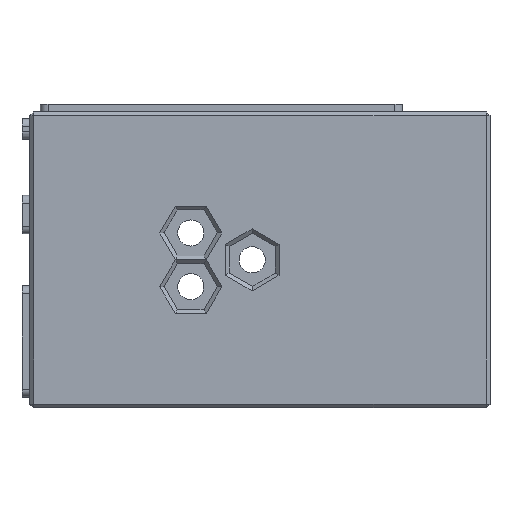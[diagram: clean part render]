
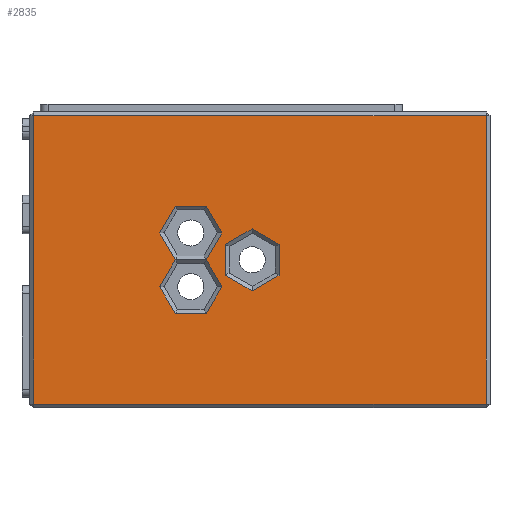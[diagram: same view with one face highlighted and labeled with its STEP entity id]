
A CAD part, left-side view. The second image highlights one B-rep face of the part: STEP entity #2835.
In plain terms, the highlighted planar face has unit normal (-1, 0, 0).
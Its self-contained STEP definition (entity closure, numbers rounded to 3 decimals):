
#22=FACE_BOUND('',#407,.T.);
#23=FACE_BOUND('',#408,.T.);
#80=PLANE('',#3054);
#236=FACE_OUTER_BOUND('',#406,.T.);
#406=EDGE_LOOP('',(#2179,#2180,#2181,#2182));
#407=EDGE_LOOP('',(#2183,#2184,#2185,#2186,#2187,#2188,#2189,#2190,#2191,
#2192));
#408=EDGE_LOOP('',(#2193,#2194,#2195,#2196,#2197,#2198));
#608=LINE('',#4238,#949);
#611=LINE('',#4244,#952);
#614=LINE('',#4250,#955);
#618=LINE('',#4258,#959);
#621=LINE('',#4262,#962);
#629=LINE('',#4280,#970);
#633=LINE('',#4288,#974);
#636=LINE('',#4294,#977);
#639=LINE('',#4300,#980);
#643=LINE('',#4308,#984);
#646=LINE('',#4312,#987);
#654=LINE('',#4330,#995);
#655=LINE('',#4332,#996);
#656=LINE('',#4334,#997);
#657=LINE('',#4335,#998);
#658=LINE('',#4337,#999);
#659=LINE('',#4339,#1000);
#660=LINE('',#4341,#1001);
#661=LINE('',#4343,#1002);
#662=LINE('',#4344,#1003);
#949=VECTOR('',#3426,10.);
#952=VECTOR('',#3431,10.);
#955=VECTOR('',#3436,10.);
#959=VECTOR('',#3442,10.);
#962=VECTOR('',#3447,10.);
#970=VECTOR('',#3463,10.);
#974=VECTOR('',#3469,10.);
#977=VECTOR('',#3474,10.);
#980=VECTOR('',#3479,10.);
#984=VECTOR('',#3485,10.);
#987=VECTOR('',#3490,10.);
#995=VECTOR('',#3506,10.);
#996=VECTOR('',#3507,10.);
#997=VECTOR('',#3508,10.);
#998=VECTOR('',#3509,10.);
#999=VECTOR('',#3510,10.);
#1000=VECTOR('',#3511,10.);
#1001=VECTOR('',#3512,10.);
#1002=VECTOR('',#3513,10.);
#1003=VECTOR('',#3514,10.);
#1350=VERTEX_POINT('',#4228);
#1351=VERTEX_POINT('',#4229);
#1354=VERTEX_POINT('',#4237);
#1356=VERTEX_POINT('',#4243);
#1358=VERTEX_POINT('',#4249);
#1361=VERTEX_POINT('',#4257);
#1366=VERTEX_POINT('',#4278);
#1367=VERTEX_POINT('',#4279);
#1370=VERTEX_POINT('',#4287);
#1372=VERTEX_POINT('',#4293);
#1374=VERTEX_POINT('',#4299);
#1377=VERTEX_POINT('',#4307);
#1382=VERTEX_POINT('',#4328);
#1383=VERTEX_POINT('',#4329);
#1384=VERTEX_POINT('',#4331);
#1385=VERTEX_POINT('',#4333);
#1386=VERTEX_POINT('',#4336);
#1387=VERTEX_POINT('',#4338);
#1388=VERTEX_POINT('',#4340);
#1389=VERTEX_POINT('',#4342);
#1633=EDGE_CURVE('',#1350,#1354,#608,.T.);
#1636=EDGE_CURVE('',#1354,#1356,#611,.T.);
#1639=EDGE_CURVE('',#1356,#1358,#614,.T.);
#1643=EDGE_CURVE('',#1358,#1361,#618,.T.);
#1646=EDGE_CURVE('',#1361,#1351,#621,.T.);
#1654=EDGE_CURVE('',#1366,#1367,#629,.T.);
#1658=EDGE_CURVE('',#1367,#1370,#633,.T.);
#1661=EDGE_CURVE('',#1370,#1372,#636,.T.);
#1664=EDGE_CURVE('',#1372,#1374,#639,.T.);
#1668=EDGE_CURVE('',#1374,#1377,#643,.T.);
#1671=EDGE_CURVE('',#1377,#1366,#646,.T.);
#1679=EDGE_CURVE('',#1382,#1383,#654,.T.);
#1680=EDGE_CURVE('',#1384,#1382,#655,.T.);
#1681=EDGE_CURVE('',#1385,#1384,#656,.T.);
#1682=EDGE_CURVE('',#1383,#1385,#657,.T.);
#1683=EDGE_CURVE('',#1386,#1350,#658,.T.);
#1684=EDGE_CURVE('',#1387,#1386,#659,.T.);
#1685=EDGE_CURVE('',#1388,#1387,#660,.T.);
#1686=EDGE_CURVE('',#1389,#1388,#661,.T.);
#1687=EDGE_CURVE('',#1351,#1389,#662,.T.);
#2179=ORIENTED_EDGE('',*,*,#1679,.F.);
#2180=ORIENTED_EDGE('',*,*,#1680,.F.);
#2181=ORIENTED_EDGE('',*,*,#1681,.F.);
#2182=ORIENTED_EDGE('',*,*,#1682,.F.);
#2183=ORIENTED_EDGE('',*,*,#1633,.F.);
#2184=ORIENTED_EDGE('',*,*,#1683,.F.);
#2185=ORIENTED_EDGE('',*,*,#1684,.F.);
#2186=ORIENTED_EDGE('',*,*,#1685,.F.);
#2187=ORIENTED_EDGE('',*,*,#1686,.F.);
#2188=ORIENTED_EDGE('',*,*,#1687,.F.);
#2189=ORIENTED_EDGE('',*,*,#1646,.F.);
#2190=ORIENTED_EDGE('',*,*,#1643,.F.);
#2191=ORIENTED_EDGE('',*,*,#1639,.F.);
#2192=ORIENTED_EDGE('',*,*,#1636,.F.);
#2193=ORIENTED_EDGE('',*,*,#1654,.F.);
#2194=ORIENTED_EDGE('',*,*,#1671,.F.);
#2195=ORIENTED_EDGE('',*,*,#1668,.F.);
#2196=ORIENTED_EDGE('',*,*,#1664,.F.);
#2197=ORIENTED_EDGE('',*,*,#1661,.F.);
#2198=ORIENTED_EDGE('',*,*,#1658,.F.);
#2835=ADVANCED_FACE('',(#236,#22,#23),#80,.T.);
#3054=AXIS2_PLACEMENT_3D('',#4327,#3504,#3505);
#3426=DIRECTION('',(0.,0.5,-0.866));
#3431=DIRECTION('',(0.,-0.5,-0.866));
#3436=DIRECTION('',(0.,-1.,0.));
#3442=DIRECTION('',(0.,-0.5,0.866));
#3447=DIRECTION('',(0.,0.5,0.866));
#3463=DIRECTION('',(0.,0.866,0.5));
#3469=DIRECTION('',(0.,0.866,-0.5));
#3474=DIRECTION('',(0.,0.,-1.));
#3479=DIRECTION('',(0.,-0.866,-0.5));
#3485=DIRECTION('',(0.,-0.866,0.5));
#3490=DIRECTION('',(0.,0.,1.));
#3504=DIRECTION('center_axis',(-1.,0.,0.));
#3505=DIRECTION('ref_axis',(0.,0.,1.));
#3506=DIRECTION('',(0.,-1.,0.));
#3507=DIRECTION('',(0.,0.,1.));
#3508=DIRECTION('',(0.,1.,0.));
#3509=DIRECTION('',(0.,0.,-1.));
#3510=DIRECTION('',(0.,-0.5,-0.866));
#3511=DIRECTION('',(0.,0.5,-0.866));
#3512=DIRECTION('',(0.,1.,0.));
#3513=DIRECTION('',(0.,0.5,0.866));
#3514=DIRECTION('',(0.,-0.5,0.866));
#4228=CARTESIAN_POINT('',(-10.,41.021,19.3));
#4229=CARTESIAN_POINT('',(-10.,36.979,19.3));
#4237=CARTESIAN_POINT('',(-10.,43.041,15.8));
#4238=CARTESIAN_POINT('',(-10.,40.581,20.061));
#4243=CARTESIAN_POINT('',(-10.,41.021,12.3));
#4244=CARTESIAN_POINT('',(-10.,41.231,12.664));
#4249=CARTESIAN_POINT('',(-10.,36.979,12.3));
#4250=CARTESIAN_POINT('',(-10.,33.634,12.3));
#4257=CARTESIAN_POINT('',(-10.,34.959,15.8));
#4258=CARTESIAN_POINT('',(-10.,33.653,18.061));
#4262=CARTESIAN_POINT('',(-10.,36.035,17.664));
#4278=CARTESIAN_POINT('',(-10.,27.5,21.321));
#4279=CARTESIAN_POINT('',(-10.,31.,23.341));
#4280=CARTESIAN_POINT('',(-10.,29.625,22.548));
#4287=CARTESIAN_POINT('',(-10.,34.5,21.321));
#4288=CARTESIAN_POINT('',(-10.,33.125,22.115));
#4293=CARTESIAN_POINT('',(-10.,34.5,17.279));
#4294=CARTESIAN_POINT('',(-10.,34.5,18.434));
#4299=CARTESIAN_POINT('',(-10.,31.,15.259));
#4300=CARTESIAN_POINT('',(-10.,31.625,15.619));
#4307=CARTESIAN_POINT('',(-10.,27.5,17.279));
#4308=CARTESIAN_POINT('',(-10.,28.125,16.918));
#4312=CARTESIAN_POINT('',(-10.,27.5,20.166));
#4327=CARTESIAN_POINT('Origin',(-10.,30.,19.3));
#4328=CARTESIAN_POINT('',(-10.,59.5,38.1));
#4329=CARTESIAN_POINT('',(-10.,0.5,38.1));
#4330=CARTESIAN_POINT('',(-10.,15.,38.1));
#4331=CARTESIAN_POINT('',(-10.,59.5,0.5));
#4332=CARTESIAN_POINT('',(-10.,59.5,28.95));
#4333=CARTESIAN_POINT('',(-10.,0.5,0.5));
#4334=CARTESIAN_POINT('',(-10.,45.,0.5));
#4335=CARTESIAN_POINT('',(-10.,0.5,9.65));
#4336=CARTESIAN_POINT('',(-10.,43.041,22.8));
#4337=CARTESIAN_POINT('',(-10.,39.715,17.039));
#4338=CARTESIAN_POINT('',(-10.,41.021,26.3));
#4339=CARTESIAN_POINT('',(-10.,42.097,24.436));
#4340=CARTESIAN_POINT('',(-10.,36.979,26.3));
#4341=CARTESIAN_POINT('',(-10.,35.366,26.3));
#4342=CARTESIAN_POINT('',(-10.,34.959,22.8));
#4343=CARTESIAN_POINT('',(-10.,34.519,22.039));
#4344=CARTESIAN_POINT('',(-10.,35.169,22.436));
